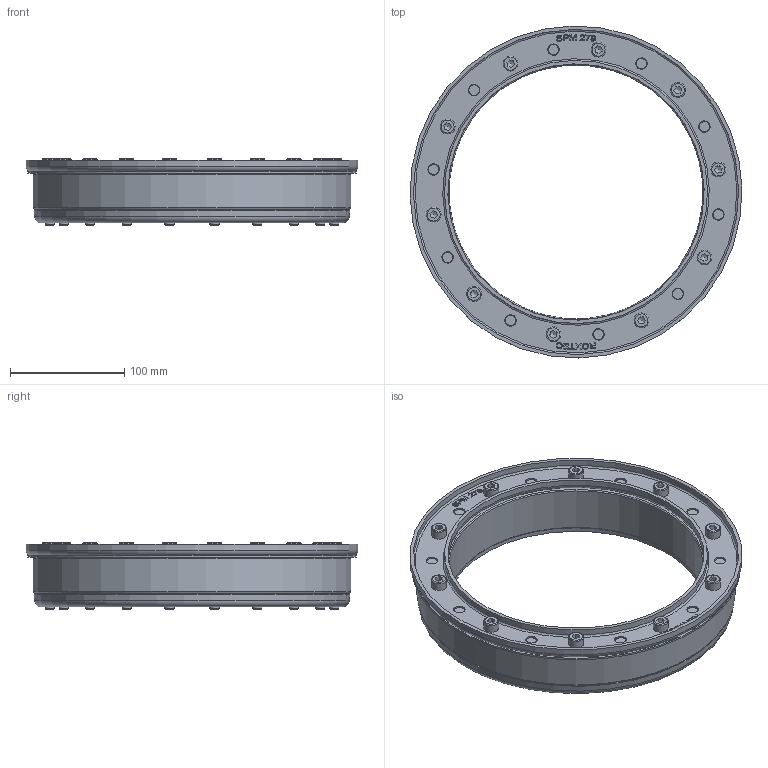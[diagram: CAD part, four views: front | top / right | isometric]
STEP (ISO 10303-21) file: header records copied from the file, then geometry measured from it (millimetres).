
FILE_DESCRIPTION((''),'2;1');
FILE_NAME('SPM279.stp','2016-02-02T11:19:02',(''),(''),'Autodesk Inventor 2013','Autodesk Inventor 2013','');
FILE_SCHEMA(('AUTOMOTIVE_DESIGN { 1 0 10303 214 1 1 1 1 }'));
Length unit declared in the file: millimetre
Products named in the file (6): SPM-Iassembly; 100-038508; 100-038507; 100-038509; 100-038510; 100-002319
Assembly tree (14 placements, depth 3):
  SPM-Iassembly
    100-038508
      100-038507
      100-038509
      100-038510
      100-002319  x10
Bounding box: 290.96 x 290.96 x 58 mm (x, y, z)
Volume: 1096303.7 mm3; surface area: 275703.2 mm2
Topology: 13 solids, 13 shells, 493 faces, 1193 edges, 772 vertices
Faces by surface type: plane 226, cylinder 99, bspline 93, cone 43, torus 32
Full cylindrical faces by diameter (mm): 7.25 x10, 7.9 x20, 8 x20, 8.3 x10, 9 x10, 10 x11, 13 x10, 222.6 x1, 224.6 x2, 230.6 x1, 279 x1, 285 x1, 289.1 x1, 291 x1
Entity records: 10868 total; most frequent: CARTESIAN_POINT 2969, ORIENTED_EDGE 1524, DIRECTION 1322, EDGE_CURVE 762, EDGE_LOOP 601, VERTEX_POINT 569, AXIS2_PLACEMENT_3D 468, VECTOR 386
